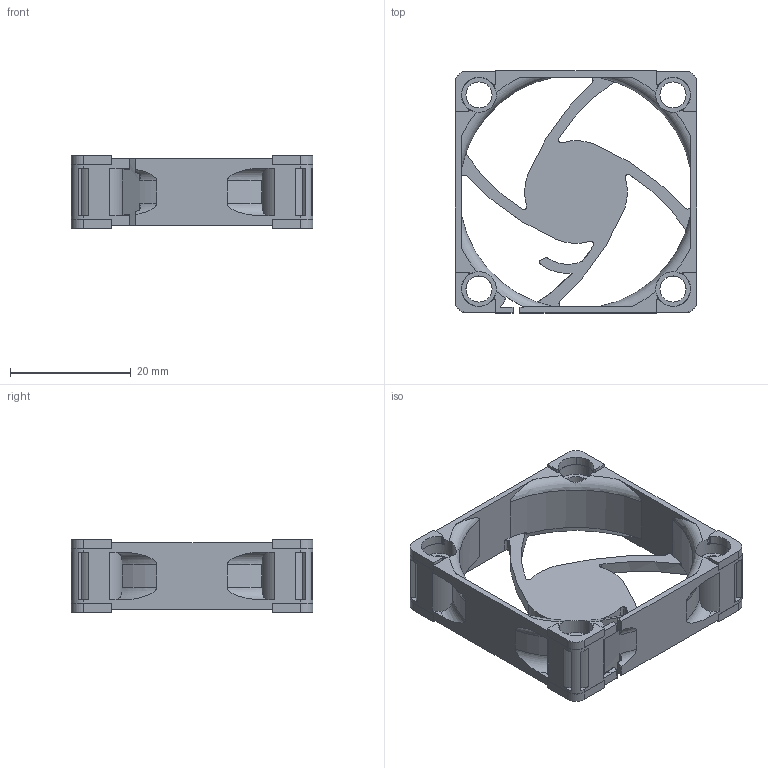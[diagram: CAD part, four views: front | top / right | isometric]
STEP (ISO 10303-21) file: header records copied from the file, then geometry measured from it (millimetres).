
FILE_DESCRIPTION (( 'STEP AP203' ), '1' );
FILE_NAME ('Noctua-NF-A4x10 v1.step_Default_sldprt.STEP', '2020-11-13T20:12:50', ( '' ), ( '' ), 'SwSTEP 2.0', 'SolidWorks 2019', '' );
FILE_SCHEMA (( 'CONFIG_CONTROL_DESIGN' ));
Length unit declared in the file: inch
Products named in the file (1): Noctua-NF-A4x10 v1.step_Default_sldprt
Bounding box: 40.06 x 40.06 x 12 mm (x, y, z)
Volume: 3990.8 mm3; surface area: 6143.1 mm2
Topology: 9 solids, 9 shells, 409 faces, 1141 edges, 743 vertices
Faces by surface type: cylinder 209, plane 150, torus 28, bspline 14, sphere 4, cone 4
Entity records: 14908 total; most frequent: CARTESIAN_POINT 4238, DIRECTION 2270, ORIENTED_EDGE 2262, EDGE_CURVE 1131, AXIS2_PLACEMENT_3D 867, VERTEX_POINT 741, VECTOR 536, LINE 536
